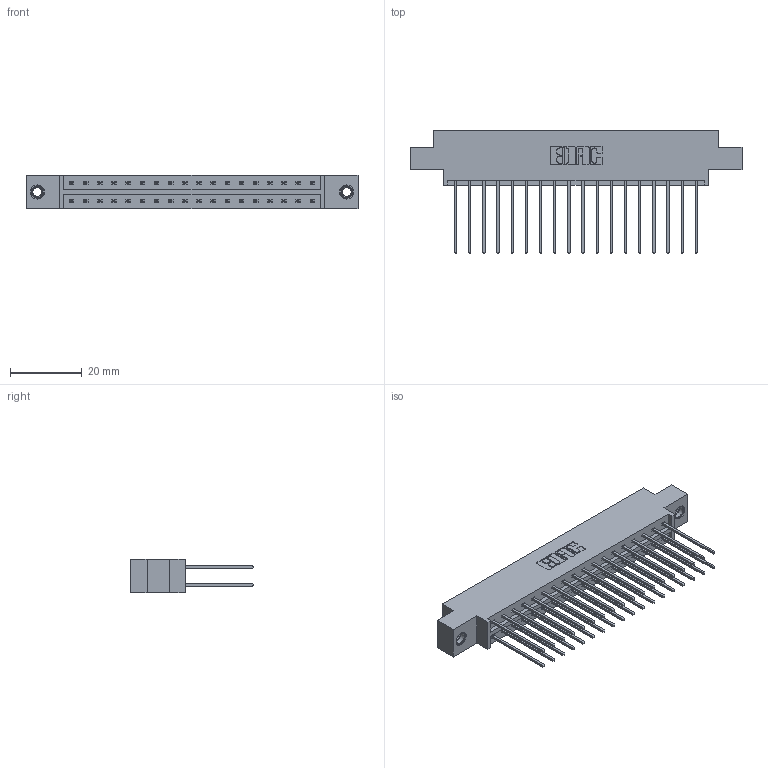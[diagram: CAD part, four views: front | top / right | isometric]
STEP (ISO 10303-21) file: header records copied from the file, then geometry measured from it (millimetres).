
FILE_DESCRIPTION (( 'STEP AP203' ), '1' );
FILE_NAME ('333-036-541-807.STEP', '2018-08-03T01:09:03', ( '' ), ( '' ), 'SwSTEP 2.0', 'SolidWorks 2016', '' );
FILE_SCHEMA (( 'CONFIG_CONTROL_DESIGN' ));
Length unit declared in the file: inch
Products named in the file (4): 333 Part_Offset - .156 Dia - TI; 345-292-001_345-293-141; 345-250-001_345-250-005-103; 333-036-541-807
Assembly tree (39 placements, depth 2):
  333-036-541-807
    333 Part_Offset - .156 Dia - TI
    345-292-001_345-293-141  x36
    345-250-001_345-250-005-103  x2
Bounding box: 92.86 x 34.3 x 9.4 mm (x, y, z)
Volume: 9221.5 mm3; surface area: 11927.6 mm2
Topology: 39 solids, 39 shells, 2050 faces, 6039 edges, 3970 vertices
Faces by surface type: plane 1402, cylinder 632, cone 12, torus 4
Entity records: 16020 total; most frequent: CARTESIAN_POINT 2669, ORIENTED_EDGE 2598, DIRECTION 2353, EDGE_CURVE 1299, LINE 1151, VECTOR 1151, VERTEX_POINT 860, AXIS2_PLACEMENT_3D 601
